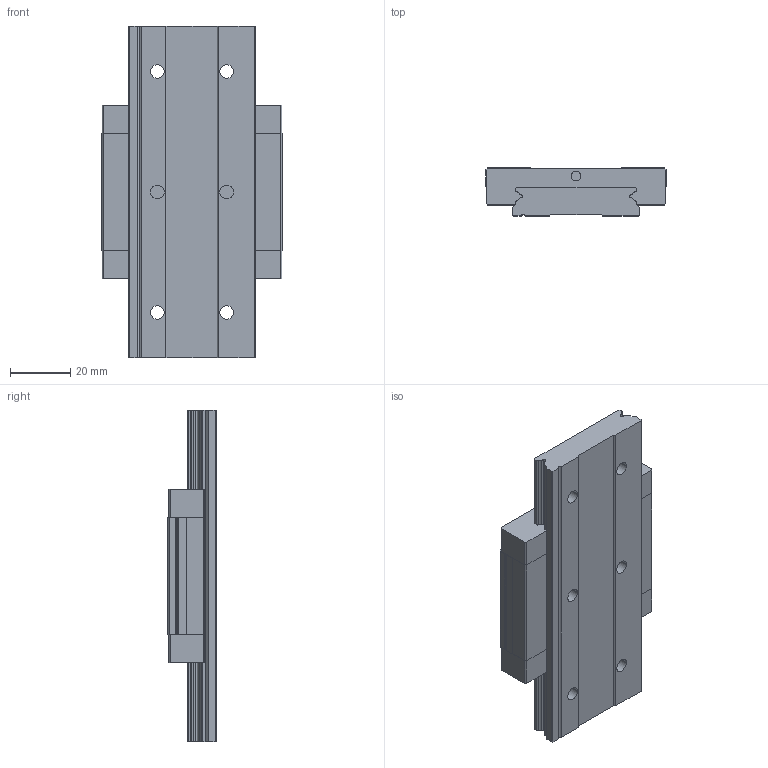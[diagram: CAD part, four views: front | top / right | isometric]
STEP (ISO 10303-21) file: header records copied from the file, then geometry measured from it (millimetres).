
FILE_DESCRIPTION (( 'STEP AP203' ), '1' );
FILE_NAME ('SBMW 15.STEP', '2014-11-21T00:39:16', ( 'star' ), ( '' ), 'SwSTEP 2.0', 'SolidWorks 2013', '' );
FILE_SCHEMA (( 'CONFIG_CONTROL_DESIGN' ));
Length unit declared in the file: millimetre
Products named in the file (4): DEFAULT; DEFAULT-2; DEFAULT-1; SBMW 15
Assembly tree (4 placements, depth 2):
  SBMW 15
    DEFAULT
    DEFAULT-1
    DEFAULT-2  x2
Bounding box: 60 x 16 x 110 mm (x, y, z)
Volume: 66847.8 mm3; surface area: 26221.4 mm2
Topology: 4 solids, 4 shells, 225 faces, 609 edges, 394 vertices
Faces by surface type: cylinder 112, plane 97, cone 16
Entity records: 6229 total; most frequent: DIRECTION 1057, CARTESIAN_POINT 999, ORIENTED_EDGE 970, EDGE_CURVE 485, AXIS2_PLACEMENT_3D 380, VERTEX_POINT 322, VECTOR 297, LINE 297
